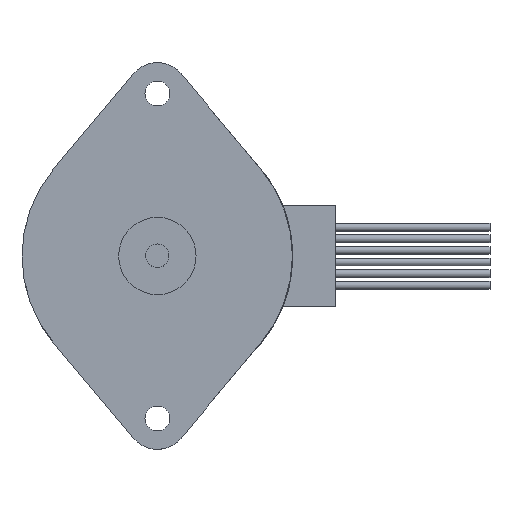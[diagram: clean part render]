
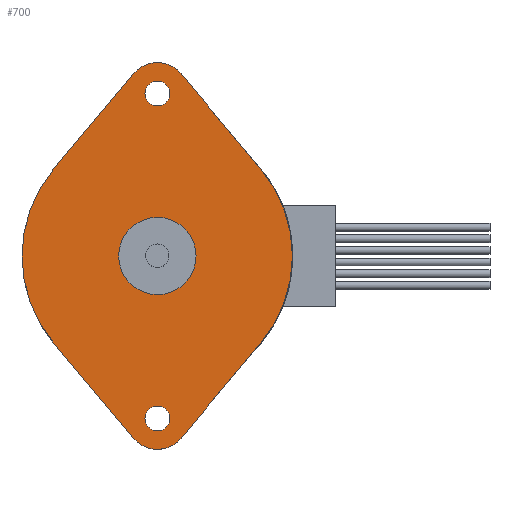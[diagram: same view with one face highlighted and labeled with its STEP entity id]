
A CAD part, top view. The second image highlights one B-rep face of the part: STEP entity #700.
In plain terms, the highlighted planar face has unit normal (0, 0, 1).
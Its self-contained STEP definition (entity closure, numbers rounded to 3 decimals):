
#386=CARTESIAN_POINT('',(5.0,0.,0.8));
#387=VERTEX_POINT('',#386);
#388=CARTESIAN_POINT('',(0.0,0.0,0.8));
#389=DIRECTION('',(0.0,0.0,-1.0));
#390=DIRECTION('',(-1.0,0.0,0.0));
#391=AXIS2_PLACEMENT_3D('',#388,#389,#390);
#392=CIRCLE('',#391,5.0);
#393=EDGE_CURVE('',#387,#387,#392,.T.);
#415=CARTESIAN_POINT('',(1.6,-21.0,0.8));
#416=VERTEX_POINT('',#415);
#417=CARTESIAN_POINT('',(0.0,-21.0,0.8));
#418=DIRECTION('',(0.0,0.0,-1.0));
#419=DIRECTION('',(-1.0,0.0,0.0));
#420=AXIS2_PLACEMENT_3D('',#417,#418,#419);
#421=CIRCLE('',#420,1.6);
#422=EDGE_CURVE('',#416,#416,#421,.T.);
#443=CARTESIAN_POINT('',(1.6,21.0,0.8));
#444=VERTEX_POINT('',#443);
#445=CARTESIAN_POINT('',(0.0,21.0,0.8));
#446=DIRECTION('',(0.0,0.0,-1.0));
#447=DIRECTION('',(-1.0,0.0,0.0));
#448=AXIS2_PLACEMENT_3D('',#445,#446,#447);
#449=CIRCLE('',#448,1.6);
#450=EDGE_CURVE('',#444,#444,#449,.T.);
#463=CARTESIAN_POINT('',(3.072,23.562,0.8));
#464=VERTEX_POINT('',#463);
#465=CARTESIAN_POINT('',(13.401,11.176,0.8));
#466=VERTEX_POINT('',#465);
#467=CARTESIAN_POINT('',(3.072,23.562,0.8));
#468=DIRECTION('',(0.64,-0.768,0.0));
#469=VECTOR('',#468,16.128);
#470=LINE('',#467,#469);
#471=EDGE_CURVE('',#464,#466,#470,.T.);
#495=CARTESIAN_POINT('',(13.401,-11.176,0.8));
#496=VERTEX_POINT('',#495);
#497=CARTESIAN_POINT('',(0.0,0.0,0.8));
#498=DIRECTION('',(0.0,0.0,-1.));
#499=DIRECTION('',(-0.768,0.64,0.0));
#500=AXIS2_PLACEMENT_3D('',#497,#498,#499);
#501=CIRCLE('',#500,17.45);
#502=EDGE_CURVE('',#466,#496,#501,.T.);
#520=CARTESIAN_POINT('',(3.072,-23.562,0.8));
#521=VERTEX_POINT('',#520);
#522=CARTESIAN_POINT('',(13.401,-11.176,0.8));
#523=DIRECTION('',(-0.64,-0.768,0.0));
#524=VECTOR('',#523,16.128);
#525=LINE('',#522,#524);
#526=EDGE_CURVE('',#496,#521,#525,.T.);
#552=CARTESIAN_POINT('',(-3.064,-23.571,0.8));
#553=VERTEX_POINT('',#552);
#554=CARTESIAN_POINT('',(0.0,-21.0,0.8));
#555=DIRECTION('',(0.0,0.0,-1.0));
#556=DIRECTION('',(0.766,0.643,0.0));
#557=AXIS2_PLACEMENT_3D('',#554,#555,#556);
#558=CIRCLE('',#557,4.0);
#559=EDGE_CURVE('',#521,#553,#558,.T.);
#585=CARTESIAN_POINT('',(-13.405,-11.25,0.8));
#586=VERTEX_POINT('',#585);
#587=CARTESIAN_POINT('',(-3.064,-23.571,0.8));
#588=DIRECTION('',(-0.643,0.766,0.0));
#589=VECTOR('',#588,16.086);
#590=LINE('',#587,#589);
#591=EDGE_CURVE('',#553,#586,#590,.T.);
#614=CARTESIAN_POINT('',(-13.405,11.25,0.8));
#615=VERTEX_POINT('',#614);
#616=CARTESIAN_POINT('',(0.0,0.0,0.8));
#617=DIRECTION('',(0.0,0.0,-1.0));
#618=DIRECTION('',(0.766,-0.643,0.0));
#619=AXIS2_PLACEMENT_3D('',#616,#617,#618);
#620=CIRCLE('',#619,17.5);
#621=EDGE_CURVE('',#586,#615,#620,.T.);
#639=CARTESIAN_POINT('',(-3.064,23.571,0.8));
#640=VERTEX_POINT('',#639);
#641=CARTESIAN_POINT('',(-13.405,11.25,0.8));
#642=DIRECTION('',(0.643,0.766,0.0));
#643=VECTOR('',#642,16.086);
#644=LINE('',#641,#643);
#645=EDGE_CURVE('',#615,#640,#644,.T.);
#663=CARTESIAN_POINT('',(0.0,21.0,0.8));
#664=DIRECTION('',(0.0,0.0,-1.));
#665=DIRECTION('',(-0.768,-0.64,0.0));
#666=AXIS2_PLACEMENT_3D('',#663,#664,#665);
#667=CIRCLE('',#666,4.0);
#668=EDGE_CURVE('',#640,#464,#667,.T.);
#676=CARTESIAN_POINT('',(-0.022,0.,0.8));
#677=DIRECTION('',(0.0,0.0,1.0));
#678=DIRECTION('',(1.0,0.0,0.0));
#679=AXIS2_PLACEMENT_3D('',#676,#677,#678);
#680=PLANE('',#679);
#681=ORIENTED_EDGE('',*,*,#471,.F.);
#682=ORIENTED_EDGE('',*,*,#668,.F.);
#683=ORIENTED_EDGE('',*,*,#645,.F.);
#684=ORIENTED_EDGE('',*,*,#621,.F.);
#685=ORIENTED_EDGE('',*,*,#591,.F.);
#686=ORIENTED_EDGE('',*,*,#559,.F.);
#687=ORIENTED_EDGE('',*,*,#526,.F.);
#688=ORIENTED_EDGE('',*,*,#502,.F.);
#689=EDGE_LOOP('',(#681,#682,#683,#684,#685,#686,#687,#688));
#690=FACE_OUTER_BOUND('',#689,.T.);
#691=ORIENTED_EDGE('',*,*,#393,.T.);
#692=EDGE_LOOP('',(#691));
#693=FACE_BOUND('',#692,.T.);
#694=ORIENTED_EDGE('',*,*,#422,.T.);
#695=EDGE_LOOP('',(#694));
#696=FACE_BOUND('',#695,.T.);
#697=ORIENTED_EDGE('',*,*,#450,.T.);
#698=EDGE_LOOP('',(#697));
#699=FACE_BOUND('',#698,.T.);
#700=ADVANCED_FACE('',(#690,#693,#696,#699),#680,.T.);
